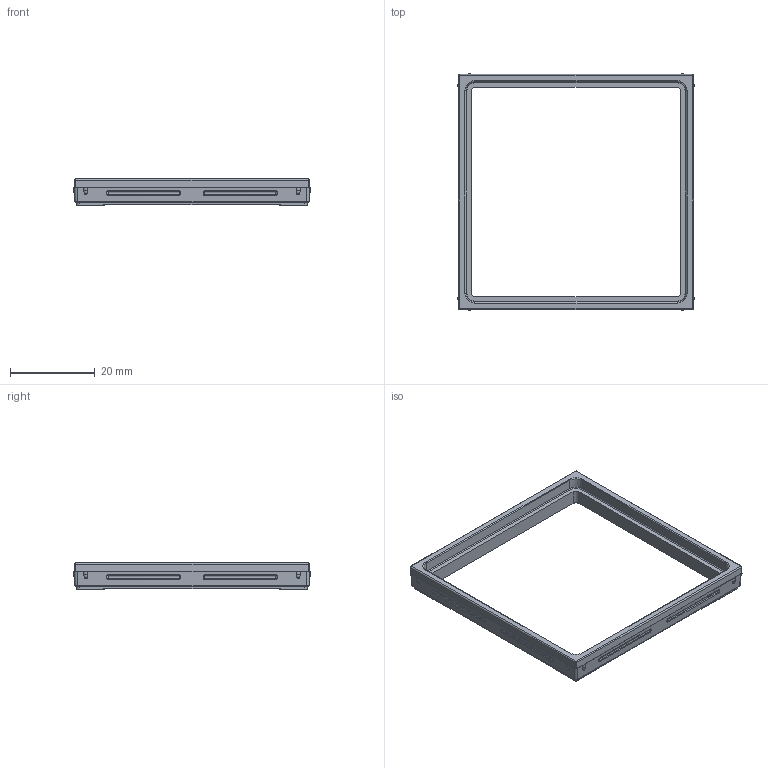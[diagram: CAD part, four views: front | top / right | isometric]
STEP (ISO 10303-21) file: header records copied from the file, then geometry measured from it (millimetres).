
FILE_DESCRIPTION((''),'2;1');
FILE_NAME('WAF7074_GEN_ASM','2025-03-19T08:43:32',('andolfs'),(''),'CREO PARAMETRIC BY PTC INC, 2023154','CREO PARAMETRIC BY PTC INC, 2023154','');
FILE_SCHEMA(('CONFIG_CONTROL_DESIGN','SHAPE_APPEARANCE_LAYERS_GROUPS'));
Length unit declared in the file: millimetre
Products named in the file (3): W4G0163_18; W1A2292_GEN; WAF7074_GEN_ASM
Assembly tree (2 placements, depth 2):
  WAF7074_GEN_ASM
    W4G0163_18
    W1A2292_GEN
Bounding box: 55.9 x 55.9 x 6.2 mm (x, y, z)
Volume: 3090 mm3; surface area: 3755.4 mm2
Topology: 1 solids, 1 shells, 392 faces, 1052 edges, 684 vertices
Faces by surface type: plane 258, cylinder 90, bspline 20, torus 16, sphere 4, cone 4
Entity records: 24349 total; most frequent: CARTESIAN_POINT 11125, ORIENTED_EDGE 2104, DIRECTION 1830, PRESENTATION_STYLE_ASSIGNMENT 1073, STYLED_ITEM 1073, CURVE_STYLE 1052, EDGE_CURVE 1052, VECTOR 788
